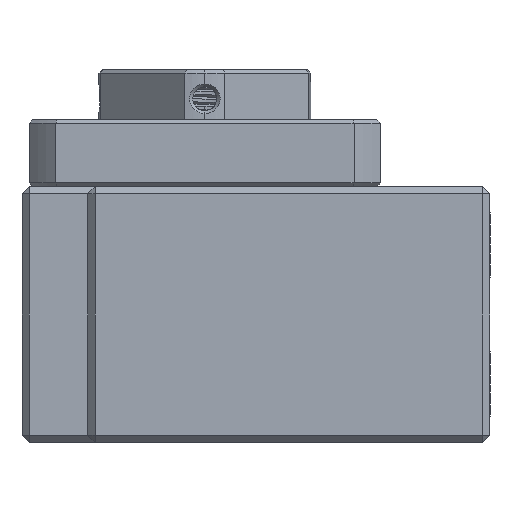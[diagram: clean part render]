
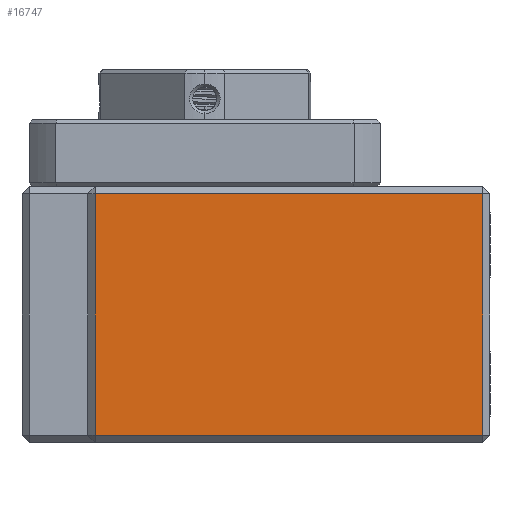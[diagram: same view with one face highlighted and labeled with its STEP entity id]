
A CAD part, left-side view. The second image highlights one B-rep face of the part: STEP entity #16747.
In plain terms, the highlighted planar face has unit normal (-1, 0, 0).
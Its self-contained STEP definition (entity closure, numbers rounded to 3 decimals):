
#287 = CARTESIAN_POINT ( 'NONE',  ( -43., 54., 0. ) ) ;
#802 = DIRECTION ( 'NONE',  ( 0., 1., 0. ) ) ;
#1309 = DIRECTION ( 'NONE',  ( 0., 0., -1. ) ) ;
#1772 = CARTESIAN_POINT ( 'NONE',  ( -43., 54., -16.5 ) ) ;
#2754 = EDGE_CURVE ( 'NONE', #16309, #24086, #14070, .T. ) ;
#3379 = EDGE_CURVE ( 'NONE', #5897, #11987, #15872, .T. ) ;
#4476 = DIRECTION ( 'NONE',  ( 1., 0., 0. ) ) ;
#4626 = LINE ( 'NONE', #287, #19460 ) ;
#5058 = CARTESIAN_POINT ( 'NONE',  ( -43., 1., -16.5 ) ) ;
#5897 = VERTEX_POINT ( 'NONE', #13821 ) ;
#6841 = EDGE_LOOP ( 'NONE', ( #9791, #8763, #20647, #10760 ) ) ;
#8340 = VECTOR ( 'NONE', #19758, 1000. ) ;
#8763 = ORIENTED_EDGE ( 'NONE', *, *, #3379, .F. ) ;
#9324 = FACE_OUTER_BOUND ( 'NONE', #6841, .T. ) ;
#9389 = CARTESIAN_POINT ( 'NONE',  ( -43., 27.5, 16.5 ) ) ;
#9791 = ORIENTED_EDGE ( 'NONE', *, *, #14124, .F. ) ;
#10065 = CARTESIAN_POINT ( 'NONE',  ( -43., 27.5, -16.5 ) ) ;
#10760 = ORIENTED_EDGE ( 'NONE', *, *, #2754, .F. ) ;
#11299 = DIRECTION ( 'NONE',  ( 0., -1., 0. ) ) ;
#11987 = VERTEX_POINT ( 'NONE', #18306 ) ;
#13821 = CARTESIAN_POINT ( 'NONE',  ( -43., 54., 16.5 ) ) ;
#13829 = DIRECTION ( 'NONE',  ( 0., 0., 1. ) ) ;
#14070 = LINE ( 'NONE', #10065, #8340 ) ;
#14124 = EDGE_CURVE ( 'NONE', #11987, #16309, #18193, .T. ) ;
#14706 = AXIS2_PLACEMENT_3D ( 'NONE', #22020, #4476, #802 ) ;
#14870 = CARTESIAN_POINT ( 'NONE',  ( -43., 1., 0. ) ) ;
#15872 = LINE ( 'NONE', #9389, #19180 ) ;
#16309 = VERTEX_POINT ( 'NONE', #5058 ) ;
#16747 = ADVANCED_FACE ( 'NONE', ( #9324 ), #23961, .F. ) ;
#18193 = LINE ( 'NONE', #14870, #18782 ) ;
#18306 = CARTESIAN_POINT ( 'NONE',  ( -43., 1., 16.5 ) ) ;
#18782 = VECTOR ( 'NONE', #1309, 1000. ) ;
#19180 = VECTOR ( 'NONE', #11299, 1000. ) ;
#19460 = VECTOR ( 'NONE', #13829, 1000. ) ;
#19758 = DIRECTION ( 'NONE',  ( 0., 1., 0. ) ) ;
#20647 = ORIENTED_EDGE ( 'NONE', *, *, #21657, .F. ) ;
#21657 = EDGE_CURVE ( 'NONE', #24086, #5897, #4626, .T. ) ;
#22020 = CARTESIAN_POINT ( 'NONE',  ( -43., 1., -16.5 ) ) ;
#23961 = PLANE ( 'NONE',  #14706 ) ;
#24086 = VERTEX_POINT ( 'NONE', #1772 ) ;
